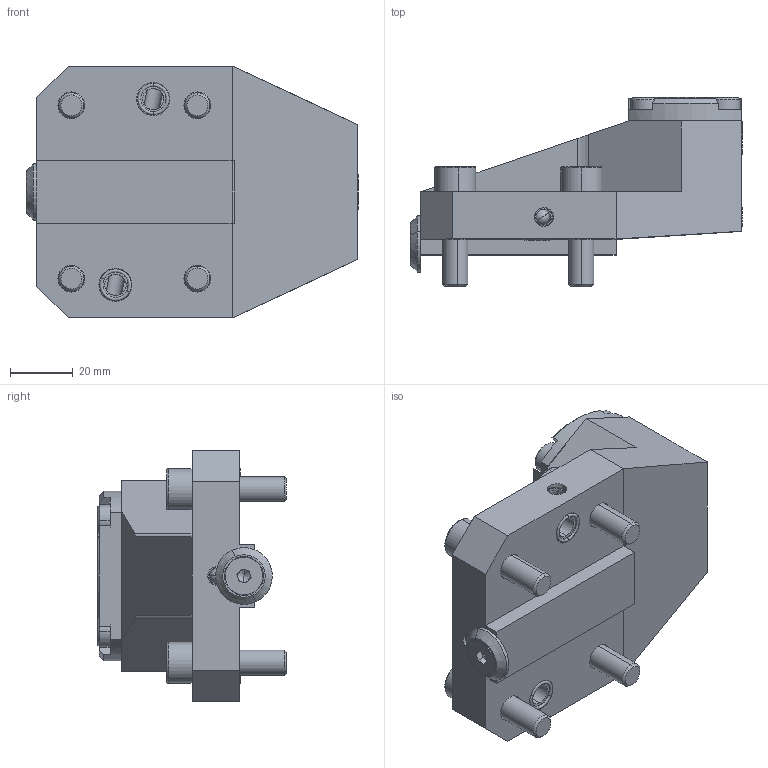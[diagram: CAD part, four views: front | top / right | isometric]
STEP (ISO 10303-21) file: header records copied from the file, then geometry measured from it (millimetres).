
FILE_DESCRIPTION (( 'STEP AP214' ), '1' );
FILE_NAME ('RER.KM3.NAK.045-11.STEP', '2018-08-16T12:09:21', ( 'SWIAdmin' ), ( 'Hewlett-Packard Company' ), 'SwSTEP 2.0', 'SolidWorks 2017', '' );
FILE_SCHEMA (( 'AUTOMOTIVE_DESIGN' ));
Length unit declared in the file: millimetre
Products named in the file (9): RER-KM3.NAK.045-11_A; RER.KM3.NAK.045-11; ISO 4762 - M8 x 30; KVT_MB_600_060; SN 213912 - M6; DIN 7991 - M6 x 12; DIN 3771 - 25.07x2.62; DIN 3771 - 8x1; KM32NCMF
Assembly tree (15 placements, depth 2):
  RER.KM3.NAK.045-11
    RER-KM3.NAK.045-11_A
    KM32NCMF
    DIN 3771 - 8x1  x2
    DIN 3771 - 25.07x2.62
    DIN 7991 - M6 x 12
    SN 213912 - M6
    KVT_MB_600_060  x4
    ISO 4762 - M8 x 30  x4
Bounding box: 105.4 x 60 x 80 mm (x, y, z)
Volume: 175684.3 mm3; surface area: 53209.3 mm2
Topology: 25 solids, 25 shells, 598 faces, 1380 edges, 813 vertices
Faces by surface type: plane 198, cone 184, cylinder 171, torus 30, sphere 8, bspline 7
Entity records: 15607 total; most frequent: CARTESIAN_POINT 3009, DIRECTION 2154, ORIENTED_EDGE 1952, EDGE_CURVE 976, AXIS2_PLACEMENT_3D 820, VERTEX_POINT 599, VECTOR 514, LINE 514
